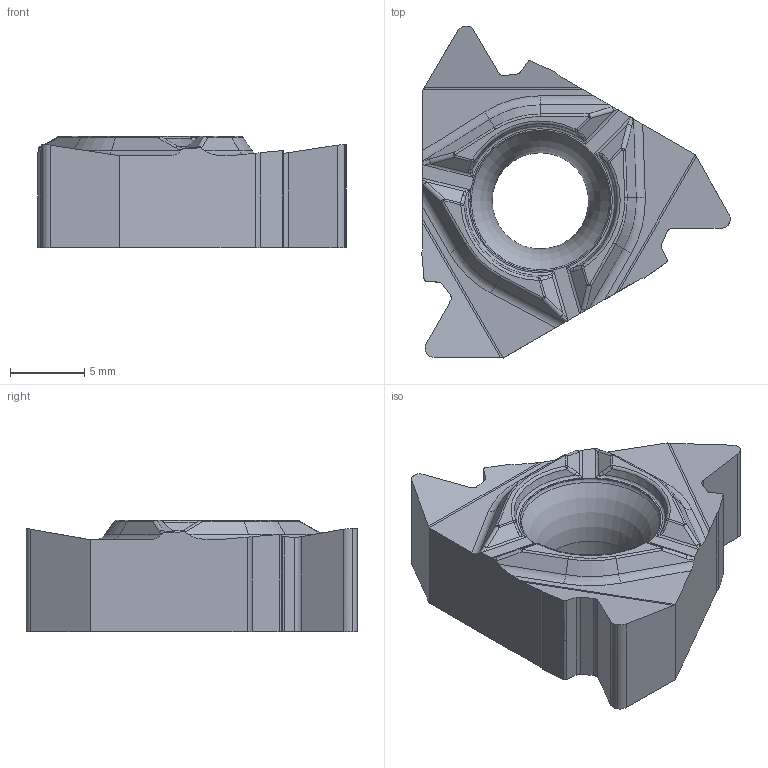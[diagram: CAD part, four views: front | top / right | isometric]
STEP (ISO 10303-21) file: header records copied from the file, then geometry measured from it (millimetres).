
FILE_DESCRIPTION(/* description */ (''),/* implementation_level */ '2;1');
FILE_NAME(/* name */ '1577341994801.stp',/* time_stamp */ '2019-12-26T12:03:24+06:00',/* author */ (''),/* organization */ ('SMS'),/* preprocessor_version */ 'ST-DEVELOPER v16.7',/* originating_system */ 'SIEMENS PLM Software NX 12.0',/* authorisation */ '');
FILE_SCHEMA (('AUTOMOTIVE_DESIGN { 1 0 10303 214 3 1 1 1 }'));
Length unit declared in the file: millimetre
Products named in the file (1): 202428983mod000_00
Bounding box: 20.84 x 22.41 x 7.5 mm (x, y, z)
Volume: 1622.7 mm3; surface area: 1145.3 mm2
Topology: 1 solids, 1 shells, 156 faces, 403 edges, 245 vertices
Faces by surface type: cylinder 52, plane 44, bspline 36, torus 14, cone 7, extrusion 3
Full cylindrical faces by diameter (mm): 6.5 x1
Entity records: 5845 total; most frequent: CARTESIAN_POINT 2161, ORIENTED_EDGE 784, DIRECTION 751, EDGE_CURVE 392, AXIS2_PLACEMENT_3D 287, VERTEX_POINT 242, VECTOR 177, LINE 174
